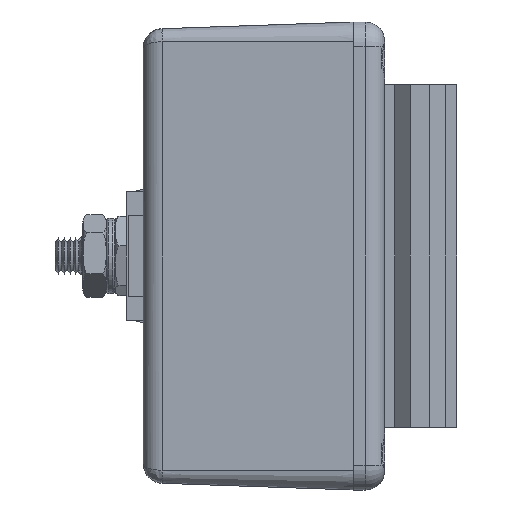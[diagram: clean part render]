
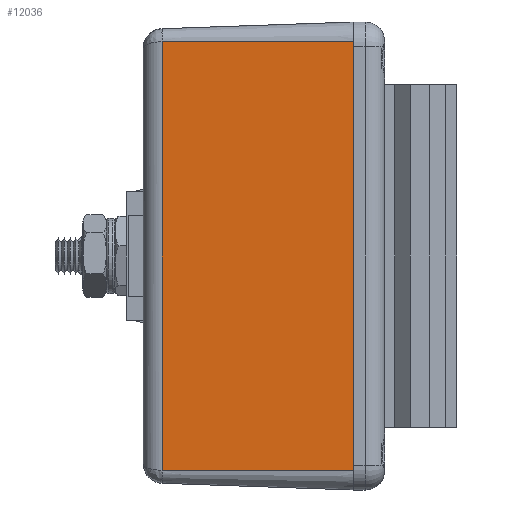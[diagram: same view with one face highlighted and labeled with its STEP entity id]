
A CAD part, left-side view. The second image highlights one B-rep face of the part: STEP entity #12036.
In plain terms, the highlighted planar face has unit normal (-0.999, 0.035, 0).
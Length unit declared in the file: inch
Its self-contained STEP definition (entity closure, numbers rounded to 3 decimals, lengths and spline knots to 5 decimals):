
#3012 = EDGE_CURVE ( 'NONE', #61405, #51053, #32538, .T. ) ;
#4455 = ORIENTED_EDGE ( 'NONE', *, *, #62635, .T. ) ;
#5180 = ORIENTED_EDGE ( 'NONE', *, *, #63640, .T. ) ;
#6443 = CARTESIAN_POINT ( 'NONE',  ( -2.188, 0., -1.085 ) ) ;
#8263 = ORIENTED_EDGE ( 'NONE', *, *, #3012, .F. ) ;
#8887 = CARTESIAN_POINT ( 'NONE',  ( -2.188, 0., -1.085 ) ) ;
#9369 = LINE ( 'NONE', #67150, #49882 ) ;
#10235 = CARTESIAN_POINT ( 'NONE',  ( -2.188, 0., 1.085 ) ) ;
#11546 = PLANE ( 'NONE',  #19150 ) ;
#11774 = DIRECTION ( 'NONE',  ( -0.035, -0.999, 0. ) ) ;
#12036 = ADVANCED_FACE ( 'NONE', ( #43277 ), #11546, .T. ) ;
#15787 = VERTEX_POINT ( 'NONE', #59829 ) ;
#17674 = VECTOR ( 'NONE', #52179, 39.37008 ) ;
#18475 = VECTOR ( 'NONE', #68491, 39.37008 ) ;
#19150 = AXIS2_PLACEMENT_3D ( 'NONE', #6443, #43462, #11774 ) ;
#19704 = CARTESIAN_POINT ( 'NONE',  ( -2.188, 0., -1.085 ) ) ;
#20969 = LINE ( 'NONE', #67924, #17674 ) ;
#22058 = EDGE_CURVE ( 'NONE', #15787, #64791, #9369, .T. ) ;
#25038 = DIRECTION ( 'NONE',  ( 0., 0., 1. ) ) ;
#30874 = DIRECTION ( 'NONE',  ( -0.035, -0.999, 0. ) ) ;
#32538 = LINE ( 'NONE', #10235, #18475 ) ;
#40557 = LINE ( 'NONE', #19704, #52902 ) ;
#43277 = FACE_OUTER_BOUND ( 'NONE', #50685, .T. ) ;
#43462 = DIRECTION ( 'NONE',  ( -0.999, 0.035, 0. ) ) ;
#46559 = CARTESIAN_POINT ( 'NONE',  ( -2.15421, 0.96749, 1.085 ) ) ;
#49882 = VECTOR ( 'NONE', #30874, 39.37008 ) ;
#50685 = EDGE_LOOP ( 'NONE', ( #8263, #4455, #53062, #5180 ) ) ;
#51053 = VERTEX_POINT ( 'NONE', #57211 ) ;
#52179 = DIRECTION ( 'NONE',  ( 0., 0., -1. ) ) ;
#52902 = VECTOR ( 'NONE', #25038, 39.37008 ) ;
#53062 = ORIENTED_EDGE ( 'NONE', *, *, #22058, .T. ) ;
#57211 = CARTESIAN_POINT ( 'NONE',  ( -2.188, 0., 1.085 ) ) ;
#59829 = CARTESIAN_POINT ( 'NONE',  ( -2.15421, 0.96749, -1.085 ) ) ;
#61405 = VERTEX_POINT ( 'NONE', #46559 ) ;
#62635 = EDGE_CURVE ( 'NONE', #61405, #15787, #20969, .T. ) ;
#63640 = EDGE_CURVE ( 'NONE', #64791, #51053, #40557, .T. ) ;
#64791 = VERTEX_POINT ( 'NONE', #8887 ) ;
#67150 = CARTESIAN_POINT ( 'NONE',  ( -2.188, 0., -1.085 ) ) ;
#67924 = CARTESIAN_POINT ( 'NONE',  ( -2.15421, 0.96749, -1.085 ) ) ;
#68491 = DIRECTION ( 'NONE',  ( -0.035, -0.999, 0. ) ) ;
